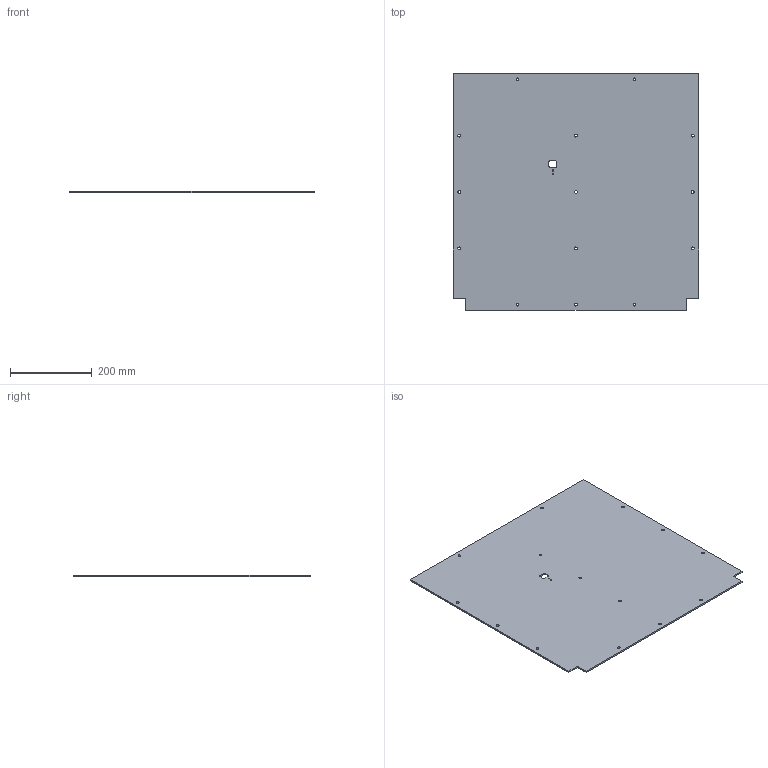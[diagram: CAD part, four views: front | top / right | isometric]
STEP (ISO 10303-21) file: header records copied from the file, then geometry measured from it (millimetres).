
FILE_DESCRIPTION((''),'2;1');
FILE_NAME('PANEL_ELECTRONICS_PLAIN_400_MOD','2022-02-26T00:04:14',('Dinu'),(''),'CREO PARAMETRIC BY PTC INC, 2021164','CREO PARAMETRIC BY PTC INC, 2021164','');
FILE_SCHEMA(('CONFIG_CONTROL_DESIGN'));
Length unit declared in the file: millimetre
Products named in the file (1): PANEL_ELECTRONICS_PLAIN_400_MOD
Bounding box: 598 x 578 x 4 mm (x, y, z)
Volume: 1372202.4 mm3; surface area: 697015.2 mm2
Topology: 1 solids, 1 shells, 50 faces, 144 edges, 96 vertices
Faces by surface type: cylinder 36, plane 14
Entity records: 1786 total; most frequent: DIRECTION 316, CARTESIAN_POINT 290, ORIENTED_EDGE 288, EDGE_CURVE 144, AXIS2_PLACEMENT_3D 122, VERTEX_POINT 96, EDGE_LOOP 84, VECTOR 72
